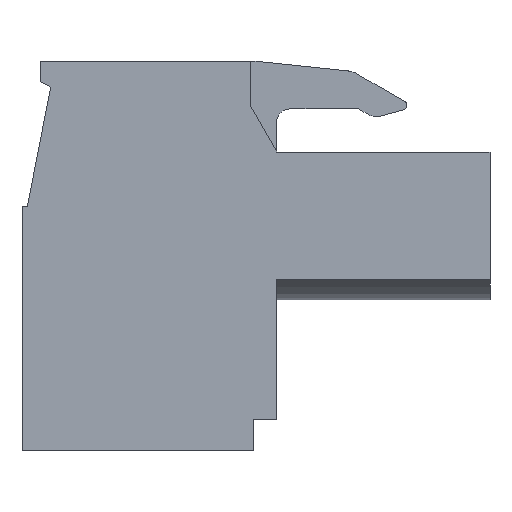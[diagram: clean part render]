
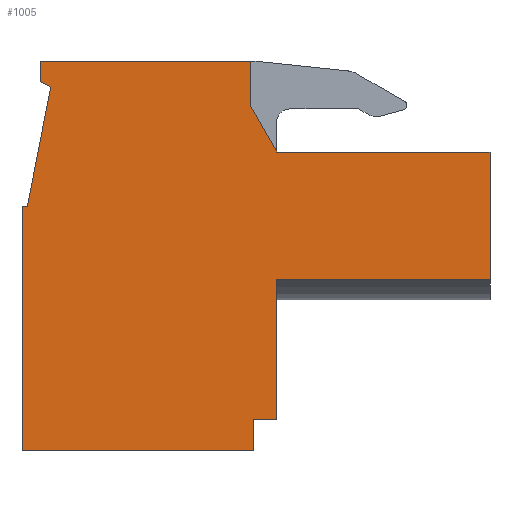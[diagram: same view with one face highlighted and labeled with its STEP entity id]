
A CAD part, front view. The second image highlights one B-rep face of the part: STEP entity #1005.
In plain terms, the highlighted planar face has unit normal (0, -1, 0).
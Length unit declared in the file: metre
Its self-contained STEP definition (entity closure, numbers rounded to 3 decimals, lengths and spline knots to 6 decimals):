
#1005 = ADVANCED_FACE( '', ( #2089 ), #2090, .F. );
#2089 = FACE_OUTER_BOUND( '', #3166, .T. );
#2090 = PLANE( '', #3167 );
#3166 = EDGE_LOOP( '', ( #6028, #6029, #6030, #6031, #6032, #6033, #6034, #6035, #6036, #6037, #6038, #6039, #6040, #6041, #6042 ) );
#3167 = AXIS2_PLACEMENT_3D( '', #6043, #6044, #6045 );
#6028 = ORIENTED_EDGE( '', *, *, #7119, .F. );
#6029 = ORIENTED_EDGE( '', *, *, #6964, .F. );
#6030 = ORIENTED_EDGE( '', *, *, #6399, .F. );
#6031 = ORIENTED_EDGE( '', *, *, #6097, .F. );
#6032 = ORIENTED_EDGE( '', *, *, #6224, .F. );
#6033 = ORIENTED_EDGE( '', *, *, #6970, .F. );
#6034 = ORIENTED_EDGE( '', *, *, #6238, .T. );
#6035 = ORIENTED_EDGE( '', *, *, #6850, .F. );
#6036 = ORIENTED_EDGE( '', *, *, #6909, .F. );
#6037 = ORIENTED_EDGE( '', *, *, #7002, .F. );
#6038 = ORIENTED_EDGE( '', *, *, #6732, .F. );
#6039 = ORIENTED_EDGE( '', *, *, #6770, .F. );
#6040 = ORIENTED_EDGE( '', *, *, #7073, .F. );
#6041 = ORIENTED_EDGE( '', *, *, #6138, .F. );
#6042 = ORIENTED_EDGE( '', *, *, #7020, .F. );
#6043 = CARTESIAN_POINT( '', ( -0.0046, -0.0175, 0. ) );
#6044 = DIRECTION( '', ( 0., 1., 0. ) );
#6045 = DIRECTION( '', ( 0., 0., 1. ) );
#6097 = EDGE_CURVE( '', #7237, #7239, #7240, .T. );
#6138 = EDGE_CURVE( '', #7308, #7310, #7311, .T. );
#6224 = EDGE_CURVE( '', #7456, #7237, #7458, .T. );
#6238 = EDGE_CURVE( '', #7483, #7480, #7484, .T. );
#6399 = EDGE_CURVE( '', #7239, #7754, #7763, .T. );
#6732 = EDGE_CURVE( '', #8271, #8273, #8274, .T. );
#6770 = EDGE_CURVE( '', #8325, #8271, #8327, .T. );
#6850 = EDGE_CURVE( '', #8440, #7480, #8442, .T. );
#6909 = EDGE_CURVE( '', #8517, #8440, #8519, .T. );
#6964 = EDGE_CURVE( '', #7754, #8582, #8584, .T. );
#6970 = EDGE_CURVE( '', #7483, #7456, #8590, .T. );
#7002 = EDGE_CURVE( '', #8273, #8517, #8627, .T. );
#7020 = EDGE_CURVE( '', #8648, #7308, #8650, .T. );
#7073 = EDGE_CURVE( '', #7310, #8325, #8713, .T. );
#7119 = EDGE_CURVE( '', #8582, #8648, #8763, .T. );
#7237 = VERTEX_POINT( '', #8903 );
#7239 = VERTEX_POINT( '', #8906 );
#7240 = LINE( '', #8907, #8908 );
#7308 = VERTEX_POINT( '', #9001 );
#7310 = VERTEX_POINT( '', #9004 );
#7311 = LINE( '', #9005, #9006 );
#7456 = VERTEX_POINT( '', #9223 );
#7458 = LINE( '', #9226, #9227 );
#7480 = VERTEX_POINT( '', #9257 );
#7483 = VERTEX_POINT( '', #9261 );
#7484 = LINE( '', #9262, #9263 );
#7754 = VERTEX_POINT( '', #9672 );
#7763 = LINE( '', #9686, #9687 );
#8271 = VERTEX_POINT( '', #10400 );
#8273 = VERTEX_POINT( '', #10403 );
#8274 = LINE( '', #10404, #10405 );
#8325 = VERTEX_POINT( '', #10484 );
#8327 = LINE( '', #10487, #10488 );
#8440 = VERTEX_POINT( '', #10643 );
#8442 = LINE( '', #10646, #10647 );
#8517 = VERTEX_POINT( '', #10783 );
#8519 = LINE( '', #10786, #10787 );
#8582 = VERTEX_POINT( '', #10876 );
#8584 = LINE( '', #10879, #10880 );
#8590 = LINE( '', #10887, #10888 );
#8627 = LINE( '', #10935, #10936 );
#8648 = VERTEX_POINT( '', #10961 );
#8650 = LINE( '', #10964, #10965 );
#8713 = LINE( '', #11051, #11052 );
#8763 = LINE( '', #11131, #11132 );
#8903 = CARTESIAN_POINT( '', ( 0.0036, -0.0175, -0.0138 ) );
#8906 = CARTESIAN_POINT( '', ( 0.0036, -0.0175, -0.015 ) );
#8907 = CARTESIAN_POINT( '', ( 0.0036, -0.0175, -0.015 ) );
#8908 = VECTOR( '', #11256, 1. );
#9001 = CARTESIAN_POINT( '', ( -0.0042, -0.0175, -0.001 ) );
#9004 = CARTESIAN_POINT( '', ( -0.0046, -0.0175, -0.0008 ) );
#9005 = CARTESIAN_POINT( '', ( -0.0046, -0.0175, -0.0008 ) );
#9006 = VECTOR( '', #11298, 1. );
#9223 = CARTESIAN_POINT( '', ( 0.0045, -0.0175, -0.0138 ) );
#9226 = CARTESIAN_POINT( '', ( 0.0036, -0.0175, -0.0138 ) );
#9227 = VECTOR( '', #11389, 1. );
#9257 = CARTESIAN_POINT( '', ( 0.0127, -0.0175, -0.0084 ) );
#9261 = CARTESIAN_POINT( '', ( 0.0045, -0.0175, -0.0084 ) );
#9262 = CARTESIAN_POINT( '', ( 0.0045, -0.0175, -0.0084 ) );
#9263 = VECTOR( '', #11402, 1. );
#9672 = CARTESIAN_POINT( '', ( -0.0053, -0.0175, -0.015 ) );
#9686 = CARTESIAN_POINT( '', ( -0.002, -0.0175, -0.015 ) );
#9687 = VECTOR( '', #11572, 1. );
#10400 = CARTESIAN_POINT( '', ( 0.0035, -0.0175, 0. ) );
#10403 = CARTESIAN_POINT( '', ( 0.0035, -0.0175, -0.001768 ) );
#10404 = CARTESIAN_POINT( '', ( 0.0035, -0.0175, -0.001768 ) );
#10405 = VECTOR( '', #11952, 1. );
#10484 = CARTESIAN_POINT( '', ( -0.0046, -0.0175, 0. ) );
#10487 = CARTESIAN_POINT( '', ( -0.0046, -0.0175, 0. ) );
#10488 = VECTOR( '', #11993, 1. );
#10643 = CARTESIAN_POINT( '', ( 0.0127, -0.0175, -0.0035 ) );
#10646 = CARTESIAN_POINT( '', ( 0.0127, -0.0175, -0.0035 ) );
#10647 = VECTOR( '', #12106, 1. );
#10783 = CARTESIAN_POINT( '', ( 0.0045, -0.0175, -0.0035 ) );
#10786 = CARTESIAN_POINT( '', ( 0.0045, -0.0175, -0.0035 ) );
#10787 = VECTOR( '', #12150, 1. );
#10876 = CARTESIAN_POINT( '', ( -0.0053, -0.0175, -0.0056 ) );
#10879 = CARTESIAN_POINT( '', ( -0.0053, -0.0175, -0.0144 ) );
#10880 = VECTOR( '', #12196, 1. );
#10887 = CARTESIAN_POINT( '', ( 0.0045, -0.0175, -0.0138 ) );
#10888 = VECTOR( '', #12201, 1. );
#10935 = CARTESIAN_POINT( '', ( 0.0045, -0.0175, -0.0035 ) );
#10936 = VECTOR( '', #12236, 1. );
#10961 = CARTESIAN_POINT( '', ( -0.005094, -0.0175, -0.0056 ) );
#10964 = CARTESIAN_POINT( '', ( -0.0042, -0.0175, -0.001 ) );
#10965 = VECTOR( '', #12251, 1. );
#11051 = CARTESIAN_POINT( '', ( -0.0046, -0.0175, -0.0008 ) );
#11052 = VECTOR( '', #12301, 1. );
#11131 = CARTESIAN_POINT( '', ( -0.0053, -0.0175, -0.0056 ) );
#11132 = VECTOR( '', #12322, 1. );
#11256 = DIRECTION( '', ( 0., 0., -1. ) );
#11298 = DIRECTION( '', ( -0.894, 0., 0.447 ) );
#11389 = DIRECTION( '', ( -1., 0., 0. ) );
#11402 = DIRECTION( '', ( 1., 0., 0. ) );
#11572 = DIRECTION( '', ( -1., 0., 0. ) );
#11952 = DIRECTION( '', ( 0., 0., -1. ) );
#11993 = DIRECTION( '', ( 1., 0., 0. ) );
#12106 = DIRECTION( '', ( 0., 0., -1. ) );
#12150 = DIRECTION( '', ( 1., 0., 0. ) );
#12196 = DIRECTION( '', ( 0., 0., 1. ) );
#12201 = DIRECTION( '', ( 0., 0., -1. ) );
#12236 = DIRECTION( '', ( 0.5, 0., -0.866 ) );
#12251 = DIRECTION( '', ( 0.191, 0., 0.982 ) );
#12301 = DIRECTION( '', ( 0., 0., 1. ) );
#12322 = DIRECTION( '', ( 1., 0., 0. ) );
